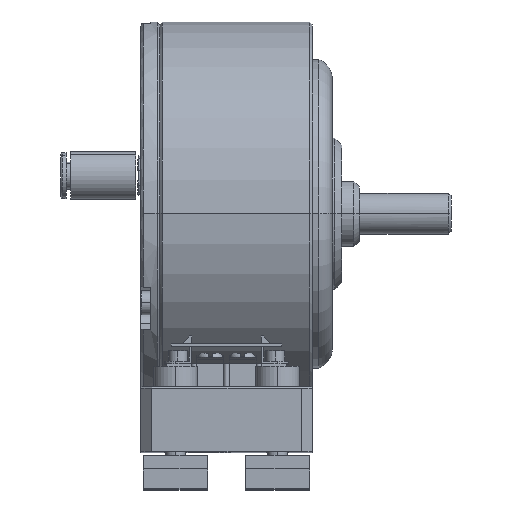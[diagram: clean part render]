
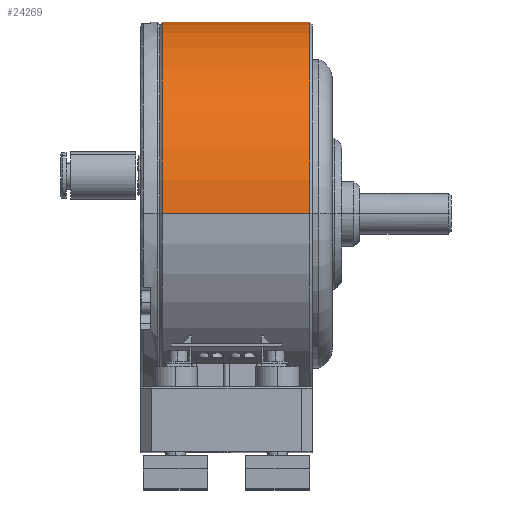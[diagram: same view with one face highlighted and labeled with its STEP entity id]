
A CAD part, top view. The second image highlights one B-rep face of the part: STEP entity #24269.
In plain terms, the highlighted cylindrical face has radius 56.35 mm (diameter 112.7 mm), a partial arc.
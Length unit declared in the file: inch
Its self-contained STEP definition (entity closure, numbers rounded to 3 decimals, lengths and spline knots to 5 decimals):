
#14 = CARTESIAN_POINT ( 'NONE',  ( 1.954, 0., -2.2185 ) ) ;
#3792 = CARTESIAN_POINT ( 'NONE',  ( 1.984, 0., 2.2185 ) ) ;
#4015 = DIRECTION ( 'NONE',  ( 1., 0., 0. ) ) ;
#4712 = CARTESIAN_POINT ( 'NONE',  ( 1.954, 0., 0. ) ) ;
#5389 = CARTESIAN_POINT ( 'NONE',  ( 1.984, 0., 0. ) ) ;
#6709 = DIRECTION ( 'NONE',  ( 1., 0., 0. ) ) ;
#7136 = VERTEX_POINT ( 'NONE', #14 ) ;
#7592 = DIRECTION ( 'NONE',  ( 0., 0., 1. ) ) ;
#8277 = DIRECTION ( 'NONE',  ( 1., 0., 0. ) ) ;
#11362 = LINE ( 'NONE', #31170, #33447 ) ;
#11482 = CARTESIAN_POINT ( 'NONE',  ( 0.25, 0., -2.2185 ) ) ;
#11693 = AXIS2_PLACEMENT_3D ( 'NONE', #4712, #24861, #7592 ) ;
#12063 = VERTEX_POINT ( 'NONE', #22419 ) ;
#12674 = EDGE_CURVE ( 'NONE', #27716, #7136, #11362, .T. ) ;
#13944 = DIRECTION ( 'NONE',  ( 1., 0., 0. ) ) ;
#15864 = CIRCLE ( 'NONE', #33426, 2.2185 ) ;
#16861 = ORIENTED_EDGE ( 'NONE', *, *, #19151, .T. ) ;
#17358 = ORIENTED_EDGE ( 'NONE', *, *, #21335, .T. ) ;
#19151 = EDGE_CURVE ( 'NONE', #24592, #12063, #21264, .T. ) ;
#20402 = ORIENTED_EDGE ( 'NONE', *, *, #12674, .F. ) ;
#20901 = EDGE_CURVE ( 'NONE', #12063, #7136, #23604, .T. ) ;
#21264 = LINE ( 'NONE', #3792, #34773 ) ;
#21304 = CARTESIAN_POINT ( 'NONE',  ( 0.25, 0., 0. ) ) ;
#21335 = EDGE_CURVE ( 'NONE', #27716, #24592, #15864, .T. ) ;
#22419 = CARTESIAN_POINT ( 'NONE',  ( 1.954, 0., 2.2185 ) ) ;
#23604 = CIRCLE ( 'NONE', #11693, 2.2185 ) ;
#23793 = EDGE_LOOP ( 'NONE', ( #17358, #16861, #27631, #20402 ) ) ;
#24177 = DIRECTION ( 'NONE',  ( 0., 0., -1. ) ) ;
#24269 = ADVANCED_FACE ( 'NONE', ( #34350 ), #30738, .T. ) ;
#24592 = VERTEX_POINT ( 'NONE', #35851 ) ;
#24861 = DIRECTION ( 'NONE',  ( -1., 0., 0. ) ) ;
#25679 = DIRECTION ( 'NONE',  ( 0., 0., -1. ) ) ;
#27631 = ORIENTED_EDGE ( 'NONE', *, *, #20901, .T. ) ;
#27716 = VERTEX_POINT ( 'NONE', #11482 ) ;
#30738 = CYLINDRICAL_SURFACE ( 'NONE', #32093, 2.2185 ) ;
#31170 = CARTESIAN_POINT ( 'NONE',  ( 1.984, 0., -2.2185 ) ) ;
#32093 = AXIS2_PLACEMENT_3D ( 'NONE', #5389, #8277, #25679 ) ;
#33426 = AXIS2_PLACEMENT_3D ( 'NONE', #21304, #4015, #24177 ) ;
#33447 = VECTOR ( 'NONE', #13944, 39.37008 ) ;
#34350 = FACE_OUTER_BOUND ( 'NONE', #23793, .T. ) ;
#34773 = VECTOR ( 'NONE', #6709, 39.37008 ) ;
#35851 = CARTESIAN_POINT ( 'NONE',  ( 0.25, 0., 2.2185 ) ) ;
